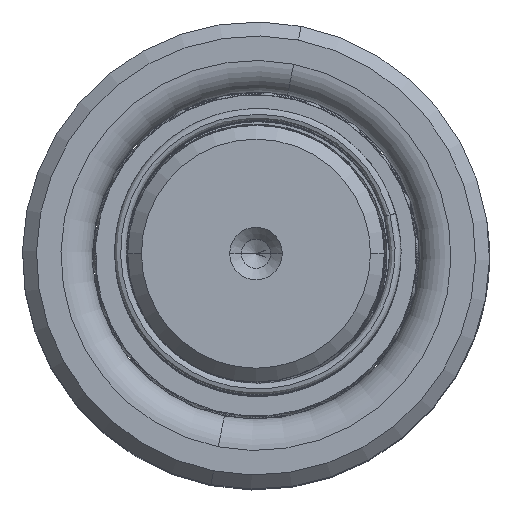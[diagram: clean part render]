
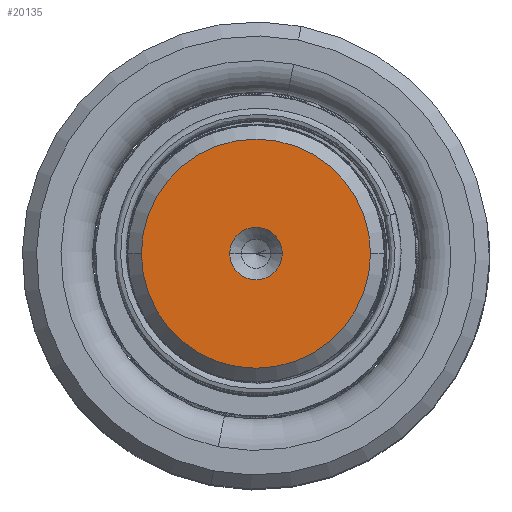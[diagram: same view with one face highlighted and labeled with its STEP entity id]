
A CAD part, top view. The second image highlights one B-rep face of the part: STEP entity #20135.
In plain terms, the highlighted planar face has unit normal (0, 0, 1).
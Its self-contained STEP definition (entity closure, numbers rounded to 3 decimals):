
#1209 = CIRCLE ( 'NONE', #45073, 2.25 ) ;
#3791 = FACE_OUTER_BOUND ( 'NONE', #19111, .T. ) ;
#4495 = ORIENTED_EDGE ( 'NONE', *, *, #19138, .T. ) ;
#5079 = CARTESIAN_POINT ( 'NONE',  ( 9.809, 0., 140. ) ) ;
#5129 = DIRECTION ( 'NONE',  ( 1., 0., 0. ) ) ;
#5190 = CIRCLE ( 'NONE', #16468, 2.25 ) ;
#5387 = VERTEX_POINT ( 'NONE', #12164 ) ;
#6159 = AXIS2_PLACEMENT_3D ( 'NONE', #44076, #10101, #9603 ) ;
#6491 = DIRECTION ( 'NONE',  ( 0., 0., 1. ) ) ;
#8819 = VERTEX_POINT ( 'NONE', #41654 ) ;
#9013 = EDGE_CURVE ( 'NONE', #8819, #24739, #1209, .T. ) ;
#9237 = DIRECTION ( 'NONE',  ( 0., 0., 1. ) ) ;
#9603 = DIRECTION ( 'NONE',  ( 1., 0., 0. ) ) ;
#10101 = DIRECTION ( 'NONE',  ( 0., 0., 1. ) ) ;
#12164 = CARTESIAN_POINT ( 'NONE',  ( -9.809, 0., 140. ) ) ;
#16468 = AXIS2_PLACEMENT_3D ( 'NONE', #36662, #6491, #21562 ) ;
#19111 = EDGE_LOOP ( 'NONE', ( #4495, #26771 ) ) ;
#19138 = EDGE_CURVE ( 'NONE', #5387, #36293, #44680, .T. ) ;
#20135 = ADVANCED_FACE ( 'NONE', ( #22745, #3791 ), #36127, .T. ) ;
#21386 = DIRECTION ( 'NONE',  ( 0., 0., 1. ) ) ;
#21551 = CARTESIAN_POINT ( 'NONE',  ( 0., 0., 140. ) ) ;
#21562 = DIRECTION ( 'NONE',  ( 1., 0., 0. ) ) ;
#22362 = AXIS2_PLACEMENT_3D ( 'NONE', #27801, #31139, #5129 ) ;
#22745 = FACE_BOUND ( 'NONE', #30541, .T. ) ;
#24479 = DIRECTION ( 'NONE',  ( 1., 0., 0. ) ) ;
#24739 = VERTEX_POINT ( 'NONE', #30004 ) ;
#25182 = ORIENTED_EDGE ( 'NONE', *, *, #41308, .F. ) ;
#26771 = ORIENTED_EDGE ( 'NONE', *, *, #28427, .T. ) ;
#27801 = CARTESIAN_POINT ( 'NONE',  ( 0., 0., 140. ) ) ;
#28427 = EDGE_CURVE ( 'NONE', #36293, #5387, #44453, .T. ) ;
#30004 = CARTESIAN_POINT ( 'NONE',  ( -2.25, 0., 140. ) ) ;
#30541 = EDGE_LOOP ( 'NONE', ( #34335, #25182 ) ) ;
#31139 = DIRECTION ( 'NONE',  ( 0., 0., 1. ) ) ;
#31851 = AXIS2_PLACEMENT_3D ( 'NONE', #47009, #9237, #24479 ) ;
#34335 = ORIENTED_EDGE ( 'NONE', *, *, #9013, .F. ) ;
#36127 = PLANE ( 'NONE',  #6159 ) ;
#36293 = VERTEX_POINT ( 'NONE', #5079 ) ;
#36662 = CARTESIAN_POINT ( 'NONE',  ( 0., 0., 140. ) ) ;
#41308 = EDGE_CURVE ( 'NONE', #24739, #8819, #5190, .T. ) ;
#41654 = CARTESIAN_POINT ( 'NONE',  ( 2.25, 0., 140. ) ) ;
#43778 = DIRECTION ( 'NONE',  ( 1., 0., 0. ) ) ;
#44076 = CARTESIAN_POINT ( 'NONE',  ( 0., 0., 140. ) ) ;
#44453 = CIRCLE ( 'NONE', #22362, 9.809 ) ;
#44680 = CIRCLE ( 'NONE', #31851, 9.809 ) ;
#45073 = AXIS2_PLACEMENT_3D ( 'NONE', #21551, #21386, #43778 ) ;
#47009 = CARTESIAN_POINT ( 'NONE',  ( 0., 0., 140. ) ) ;
